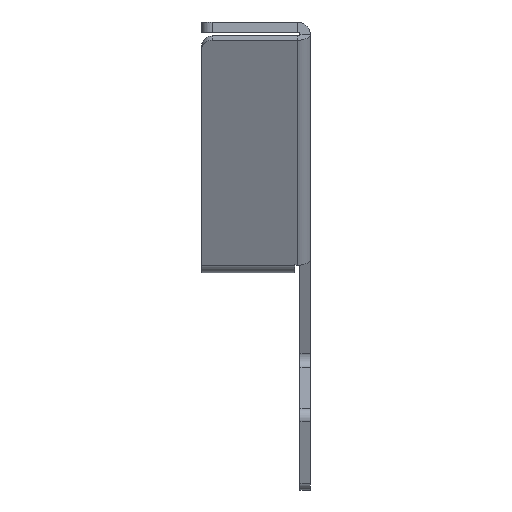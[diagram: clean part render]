
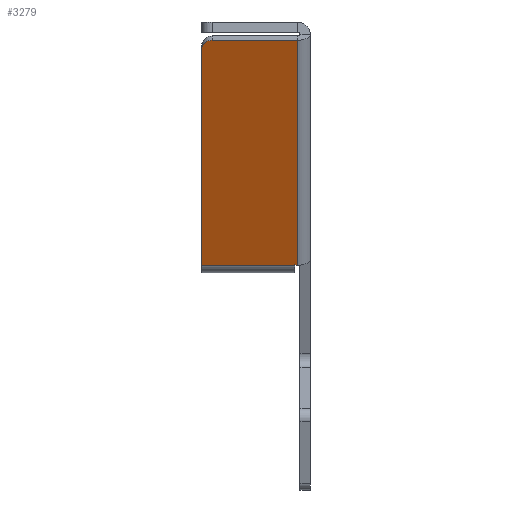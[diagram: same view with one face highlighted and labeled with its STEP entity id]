
A CAD part, left-side view. The second image highlights one B-rep face of the part: STEP entity #3279.
In plain terms, the highlighted planar face has unit normal (-0.906, 0, -0.423).
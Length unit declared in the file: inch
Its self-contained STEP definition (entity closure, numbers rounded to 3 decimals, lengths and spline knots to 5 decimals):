
#24 = EDGE_LOOP ( 'NONE', ( #1989, #42, #2804, #3231, #1529, #819 ) ) ;
#42 = ORIENTED_EDGE ( 'NONE', *, *, #266, .T. ) ;
#67 = VECTOR ( 'NONE', #241, 39.37008 ) ;
#94 = EDGE_CURVE ( 'NONE', #958, #213, #3016, .T. ) ;
#101 = DIRECTION ( 'NONE',  ( -0.906, 0., -0.423 ) ) ;
#102 = CARTESIAN_POINT ( 'NONE',  ( 1.12738, 0.03, -2.78443 ) ) ;
#204 = CARTESIAN_POINT ( 'NONE',  ( -0.14048, 1.1875, -0.06551 ) ) ;
#213 = VERTEX_POINT ( 'NONE', #609 ) ;
#241 = DIRECTION ( 'NONE',  ( 0., 1., 0. ) ) ;
#266 = EDGE_CURVE ( 'NONE', #2080, #958, #615, .T. ) ;
#308 = VECTOR ( 'NONE', #2198, 39.37008 ) ;
#376 = DIRECTION ( 'NONE',  ( 0., -1., 0. ) ) ;
#434 = DIRECTION ( 'NONE',  ( 0.423, 0., -0.906 ) ) ;
#609 = CARTESIAN_POINT ( 'NONE',  ( 1.12738, 1.1875, -2.78443 ) ) ;
#615 = CIRCLE ( 'NONE', #3198, 0.125 ) ;
#666 = LINE ( 'NONE', #3260, #2568 ) ;
#674 = PLANE ( 'NONE',  #1385 ) ;
#688 = DIRECTION ( 'NONE',  ( 0.423, 0., -0.906 ) ) ;
#774 = VECTOR ( 'NONE', #3289, 39.37008 ) ;
#819 = ORIENTED_EDGE ( 'NONE', *, *, #3333, .F. ) ;
#888 = EDGE_CURVE ( 'NONE', #2967, #2080, #1508, .T. ) ;
#893 = CARTESIAN_POINT ( 'NONE',  ( -0.08765, 1.0625, -0.17879 ) ) ;
#958 = VERTEX_POINT ( 'NONE', #2330 ) ;
#995 = LINE ( 'NONE', #1217, #1230 ) ;
#1217 = CARTESIAN_POINT ( 'NONE',  ( 1.12738, 0.03, -2.78443 ) ) ;
#1230 = VECTOR ( 'NONE', #688, 39.37008 ) ;
#1385 = AXIS2_PLACEMENT_3D ( 'NONE', #1753, #1734, #434 ) ;
#1496 = VERTEX_POINT ( 'NONE', #102 ) ;
#1508 = LINE ( 'NONE', #3280, #67 ) ;
#1529 = ORIENTED_EDGE ( 'NONE', *, *, #2778, .T. ) ;
#1734 = DIRECTION ( 'NONE',  ( 0.906, 0., 0.423 ) ) ;
#1753 = CARTESIAN_POINT ( 'NONE',  ( -0.14048, 0., -0.06551 ) ) ;
#1758 = CARTESIAN_POINT ( 'NONE',  ( -0.14048, 0.03, -0.06551 ) ) ;
#1989 = ORIENTED_EDGE ( 'NONE', *, *, #888, .T. ) ;
#2080 = VERTEX_POINT ( 'NONE', #2728 ) ;
#2198 = DIRECTION ( 'NONE',  ( 0., -1., 0. ) ) ;
#2272 = CARTESIAN_POINT ( 'NONE',  ( 1.12738, 0.0625, -2.78443 ) ) ;
#2302 = EDGE_CURVE ( 'NONE', #213, #2914, #666, .T. ) ;
#2330 = CARTESIAN_POINT ( 'NONE',  ( -0.08765, 1.1875, -0.17879 ) ) ;
#2481 = CARTESIAN_POINT ( 'NONE',  ( 1.12738, 0., -2.78443 ) ) ;
#2568 = VECTOR ( 'NONE', #376, 39.37008 ) ;
#2667 = DIRECTION ( 'NONE',  ( 0.423, 0., -0.906 ) ) ;
#2728 = CARTESIAN_POINT ( 'NONE',  ( -0.14048, 1.0625, -0.06551 ) ) ;
#2778 = EDGE_CURVE ( 'NONE', #2914, #1496, #3207, .T. ) ;
#2804 = ORIENTED_EDGE ( 'NONE', *, *, #94, .T. ) ;
#2809 = FACE_OUTER_BOUND ( 'NONE', #24, .T. ) ;
#2914 = VERTEX_POINT ( 'NONE', #2272 ) ;
#2967 = VERTEX_POINT ( 'NONE', #1758 ) ;
#3016 = LINE ( 'NONE', #204, #774 ) ;
#3198 = AXIS2_PLACEMENT_3D ( 'NONE', #893, #101, #2667 ) ;
#3207 = LINE ( 'NONE', #2481, #308 ) ;
#3231 = ORIENTED_EDGE ( 'NONE', *, *, #2302, .T. ) ;
#3260 = CARTESIAN_POINT ( 'NONE',  ( 1.12738, 0., -2.78443 ) ) ;
#3279 = ADVANCED_FACE ( 'NONE', ( #2809 ), #674, .F. ) ;
#3280 = CARTESIAN_POINT ( 'NONE',  ( -0.14048, 0., -0.06551 ) ) ;
#3289 = DIRECTION ( 'NONE',  ( 0.423, 0., -0.906 ) ) ;
#3333 = EDGE_CURVE ( 'NONE', #2967, #1496, #995, .T. ) ;
